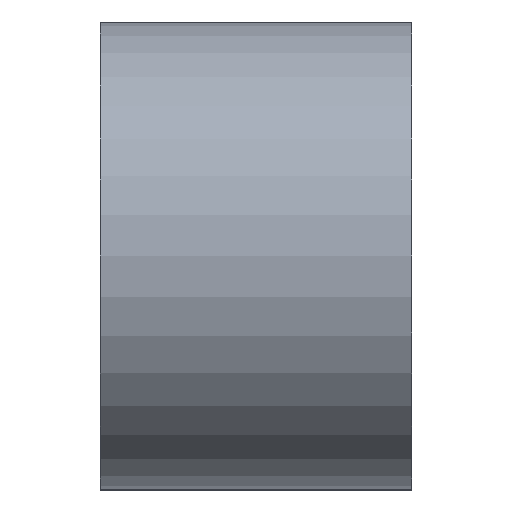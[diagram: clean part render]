
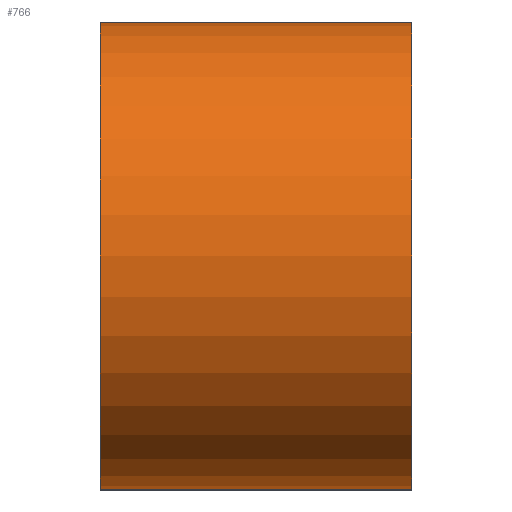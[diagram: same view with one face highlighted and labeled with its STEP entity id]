
A CAD part, left-side view. The second image highlights one B-rep face of the part: STEP entity #766.
In plain terms, the highlighted cylindrical face has radius 4.763 mm (diameter 9.525 mm), a partial arc.
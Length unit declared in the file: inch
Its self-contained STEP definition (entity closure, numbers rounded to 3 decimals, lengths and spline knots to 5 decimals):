
#41 = DIRECTION ( 'NONE',  ( 0., 1., 0. ) ) ;
#48 = CARTESIAN_POINT ( 'NONE',  ( -3.08, 0.25, 0. ) ) ;
#69 = ORIENTED_EDGE ( 'NONE', *, *, #1151, .F. ) ;
#84 = DIRECTION ( 'NONE',  ( 0., 0., -1. ) ) ;
#148 = CARTESIAN_POINT ( 'NONE',  ( -3.08, 0.25, 0.1875 ) ) ;
#151 = ORIENTED_EDGE ( 'NONE', *, *, #1163, .T. ) ;
#152 = DIRECTION ( 'NONE',  ( 0., 0., 1. ) ) ;
#171 = VECTOR ( 'NONE', #249, 39.37008 ) ;
#184 = VERTEX_POINT ( 'NONE', #630 ) ;
#201 = CARTESIAN_POINT ( 'NONE',  ( -3.08, 0.25, 0.1875 ) ) ;
#249 = DIRECTION ( 'NONE',  ( 0., -1., 0. ) ) ;
#305 = VERTEX_POINT ( 'NONE', #584 ) ;
#314 = EDGE_LOOP ( 'NONE', ( #812, #69, #1341, #151 ) ) ;
#433 = VECTOR ( 'NONE', #1179, 39.37008 ) ;
#463 = CIRCLE ( 'NONE', #900, 0.1875 ) ;
#584 = CARTESIAN_POINT ( 'NONE',  ( -3.08, 0.25, -0.1875 ) ) ;
#630 = CARTESIAN_POINT ( 'NONE',  ( -3.08, 0., 0.1875 ) ) ;
#683 = CARTESIAN_POINT ( 'NONE',  ( -3.08, 0., 0. ) ) ;
#686 = CARTESIAN_POINT ( 'NONE',  ( -3.08, 0.25, -0.1875 ) ) ;
#766 = ADVANCED_FACE ( 'NONE', ( #1169 ), #1448, .T. ) ;
#808 = DIRECTION ( 'NONE',  ( 0., 0., 1. ) ) ;
#812 = ORIENTED_EDGE ( 'NONE', *, *, #1134, .T. ) ;
#815 = DIRECTION ( 'NONE',  ( 0., 1., 0. ) ) ;
#846 = AXIS2_PLACEMENT_3D ( 'NONE', #48, #815, #152 ) ;
#849 = CARTESIAN_POINT ( 'NONE',  ( -3.08, 0.25, 0. ) ) ;
#900 = AXIS2_PLACEMENT_3D ( 'NONE', #683, #41, #808 ) ;
#974 = DIRECTION ( 'NONE',  ( 0., -1., 0. ) ) ;
#1052 = LINE ( 'NONE', #686, #171 ) ;
#1116 = CARTESIAN_POINT ( 'NONE',  ( -3.08, 0., -0.1875 ) ) ;
#1134 = EDGE_CURVE ( 'NONE', #1229, #184, #463, .T. ) ;
#1151 = EDGE_CURVE ( 'NONE', #1266, #184, #1399, .T. ) ;
#1157 = CIRCLE ( 'NONE', #846, 0.1875 ) ;
#1158 = EDGE_CURVE ( 'NONE', #305, #1266, #1157, .T. ) ;
#1163 = EDGE_CURVE ( 'NONE', #305, #1229, #1052, .T. ) ;
#1169 = FACE_OUTER_BOUND ( 'NONE', #314, .T. ) ;
#1179 = DIRECTION ( 'NONE',  ( 0., -1., 0. ) ) ;
#1218 = AXIS2_PLACEMENT_3D ( 'NONE', #849, #974, #84 ) ;
#1229 = VERTEX_POINT ( 'NONE', #1116 ) ;
#1266 = VERTEX_POINT ( 'NONE', #201 ) ;
#1341 = ORIENTED_EDGE ( 'NONE', *, *, #1158, .F. ) ;
#1399 = LINE ( 'NONE', #148, #433 ) ;
#1448 = CYLINDRICAL_SURFACE ( 'NONE', #1218, 0.1875 ) ;
